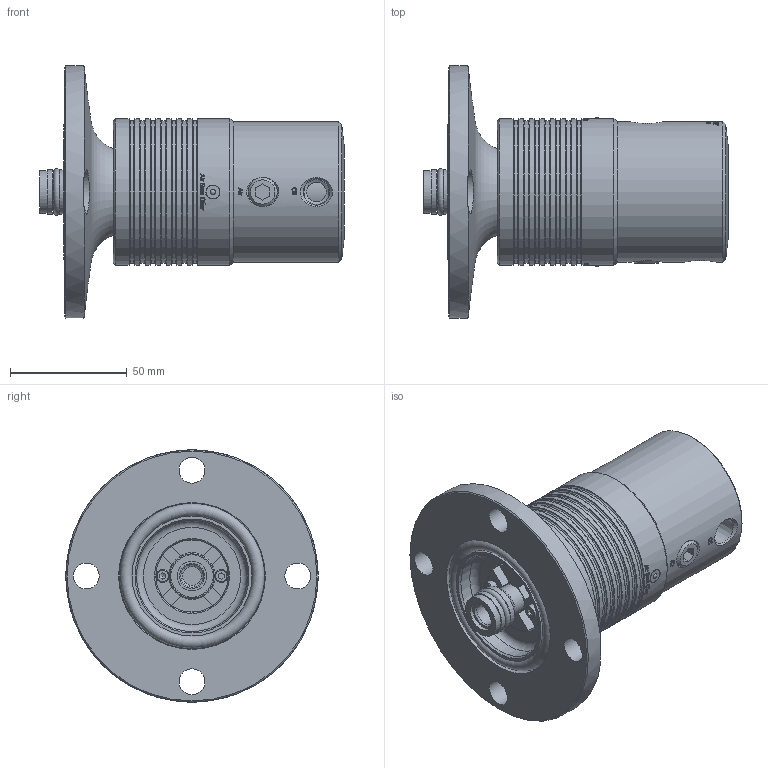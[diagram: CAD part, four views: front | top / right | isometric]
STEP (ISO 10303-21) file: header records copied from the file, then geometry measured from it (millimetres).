
FILE_DESCRIPTION(/* description */ (''),/* implementation_level */ '2;1');
FILE_NAME(/* name */ '2620-120-252-IC.stp',/* time_stamp */ '2020-05-17T15:17:24-05:00',/* author */ ('Moorera'),/* organization */ (''),/* preprocessor_version */ 'ST-DEVELOPER v18.1',/* originating_system */ 'Autodesk Inventor 2020',/* authorisation */ '');
FILE_SCHEMA (('AUTOMOTIVE_DESIGN { 1 0 10303 214 3 1 1 }'));
Products named in the file (1): 2620-120-252-IC
Bounding box: 130.5 x 107.95 x 107.95 mm (x, y, z)
Volume: 365036.9 mm3; surface area: 61635.8 mm2
Topology: 3 solids, 6 shells, 963 faces, 2573 edges, 1742 vertices
Faces by surface type: bspline 399, plane 351, cylinder 159, cone 30, torus 22, sphere 2
Full cylindrical faces by diameter (mm): 2.311 x2, 4.7 x2, 4.82 x2, 4.9 x2, 5.5 x2, 5.75 x2, 6 x2, 8 x1, 8.4 x3, 9.5 x1, 10.719 x3, 11 x4, 12.7 x2, 14.7 x1, 18.2 x1, 19.05 x2, 30.9 x1, 47.6 x1, 51.3 x1, 55.1 x1, 60 x1, 61 x7, 62.8 x8, 107.95 x1
Entity records: 124351 total; most frequent: CARTESIAN_POINT 101762, ORIENTED_EDGE 5142, DIRECTION 3670, EDGE_CURVE 2571, VERTEX_POINT 1742, AXIS2_PLACEMENT_3D 1292, EDGE_LOOP 1097, LINE 1086
